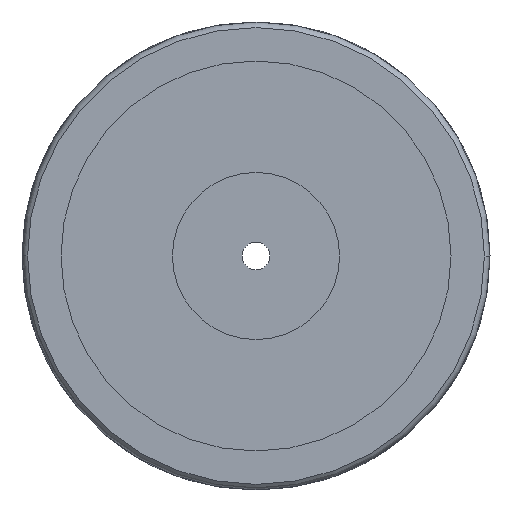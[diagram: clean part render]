
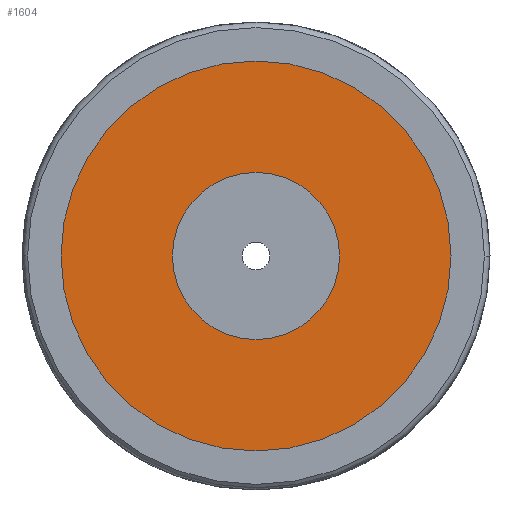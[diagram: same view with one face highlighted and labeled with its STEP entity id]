
A CAD part, front view. The second image highlights one B-rep face of the part: STEP entity #1604.
In plain terms, the highlighted planar face has unit normal (0, -1, 0).
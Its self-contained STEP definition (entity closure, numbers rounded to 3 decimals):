
#51 = DIRECTION ( 'NONE',  ( 0., 1., 0. ) ) ;
#123 = EDGE_CURVE ( 'NONE', #272, #952, #588, .T. ) ;
#140 = DIRECTION ( 'NONE',  ( 0., 1., 0. ) ) ;
#153 = CARTESIAN_POINT ( 'NONE',  ( 7.5, 8.565, 0. ) ) ;
#154 = ORIENTED_EDGE ( 'NONE', *, *, #2680, .T. ) ;
#190 = AXIS2_PLACEMENT_3D ( 'NONE', #2908, #2475, #1711 ) ;
#272 = VERTEX_POINT ( 'NONE', #1511 ) ;
#277 = CIRCLE ( 'NONE', #1989, 7.5 ) ;
#333 = CARTESIAN_POINT ( 'NONE',  ( 17.5, 8.565, 0. ) ) ;
#550 = DIRECTION ( 'NONE',  ( 0., 1., 0. ) ) ;
#588 = CIRCLE ( 'NONE', #190, 17.5 ) ;
#651 = CARTESIAN_POINT ( 'NONE',  ( 0., 8.565, 0. ) ) ;
#701 = VERTEX_POINT ( 'NONE', #1367 ) ;
#952 = VERTEX_POINT ( 'NONE', #333 ) ;
#1058 = CIRCLE ( 'NONE', #2601, 17.5 ) ;
#1134 = DIRECTION ( 'NONE',  ( 1., 0., 0. ) ) ;
#1165 = DIRECTION ( 'NONE',  ( 0., -1., 0. ) ) ;
#1204 = AXIS2_PLACEMENT_3D ( 'NONE', #2496, #1165, #1134 ) ;
#1254 = EDGE_LOOP ( 'NONE', ( #1710, #2603 ) ) ;
#1305 = AXIS2_PLACEMENT_3D ( 'NONE', #2120, #51, #2560 ) ;
#1346 = FACE_OUTER_BOUND ( 'NONE', #1254, .T. ) ;
#1367 = CARTESIAN_POINT ( 'NONE',  ( -7.5, 8.565, 0. ) ) ;
#1447 = CARTESIAN_POINT ( 'NONE',  ( 0., 8.565, 0. ) ) ;
#1478 = DIRECTION ( 'NONE',  ( -1., 0., 0. ) ) ;
#1511 = CARTESIAN_POINT ( 'NONE',  ( -17.5, 8.565, 0. ) ) ;
#1568 = EDGE_CURVE ( 'NONE', #952, #272, #1058, .T. ) ;
#1604 = ADVANCED_FACE ( 'NONE', ( #2499, #1346 ), #2667, .T. ) ;
#1698 = CIRCLE ( 'NONE', #1305, 7.5 ) ;
#1710 = ORIENTED_EDGE ( 'NONE', *, *, #123, .F. ) ;
#1711 = DIRECTION ( 'NONE',  ( -1., 0., 0. ) ) ;
#1989 = AXIS2_PLACEMENT_3D ( 'NONE', #1447, #550, #1478 ) ;
#2068 = ORIENTED_EDGE ( 'NONE', *, *, #2806, .T. ) ;
#2120 = CARTESIAN_POINT ( 'NONE',  ( 0., 8.565, 0. ) ) ;
#2137 = EDGE_LOOP ( 'NONE', ( #154, #2068 ) ) ;
#2399 = VERTEX_POINT ( 'NONE', #153 ) ;
#2475 = DIRECTION ( 'NONE',  ( 0., 1., 0. ) ) ;
#2496 = CARTESIAN_POINT ( 'NONE',  ( -17.5, 8.565, 0. ) ) ;
#2499 = FACE_BOUND ( 'NONE', #2137, .T. ) ;
#2560 = DIRECTION ( 'NONE',  ( -1., 0., 0. ) ) ;
#2601 = AXIS2_PLACEMENT_3D ( 'NONE', #651, #140, #2733 ) ;
#2603 = ORIENTED_EDGE ( 'NONE', *, *, #1568, .F. ) ;
#2667 = PLANE ( 'NONE',  #1204 ) ;
#2680 = EDGE_CURVE ( 'NONE', #701, #2399, #1698, .T. ) ;
#2733 = DIRECTION ( 'NONE',  ( -1., 0., 0. ) ) ;
#2806 = EDGE_CURVE ( 'NONE', #2399, #701, #277, .T. ) ;
#2908 = CARTESIAN_POINT ( 'NONE',  ( 0., 8.565, 0. ) ) ;
